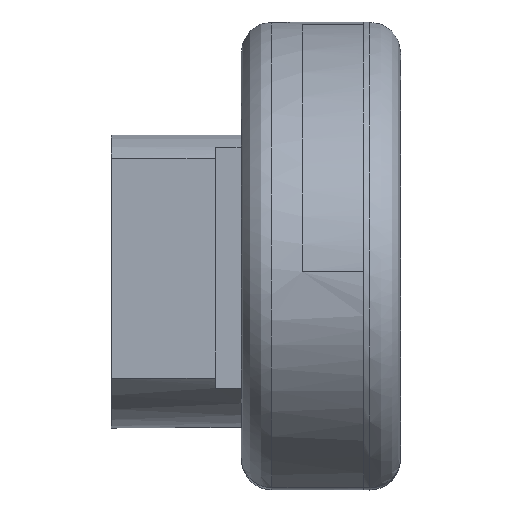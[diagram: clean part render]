
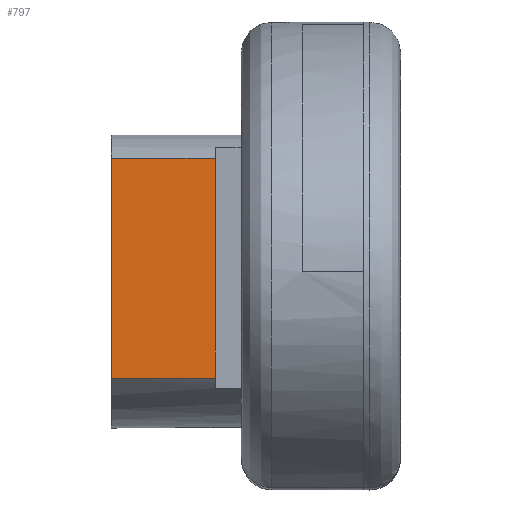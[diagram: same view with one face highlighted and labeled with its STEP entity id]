
A CAD part, left-side view. The second image highlights one B-rep face of the part: STEP entity #797.
In plain terms, the highlighted planar face has unit normal (-1, 0, 0).
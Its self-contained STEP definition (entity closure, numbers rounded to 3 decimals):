
#164=VECTOR('',#835,1.);
#189=VECTOR('',#871,1.);
#196=VECTOR('',#925,1.);
#204=VECTOR('',#941,1.);
#213=LINE('',#977,#164);
#238=LINE('',#1033,#189);
#245=LINE('',#3237,#196);
#253=LINE('',#3255,#204);
#262=VERTEX_POINT('',#976);
#263=VERTEX_POINT('',#978);
#285=VERTEX_POINT('',#1032);
#313=VERTEX_POINT('',#3238);
#351=EDGE_CURVE('',#263,#262,#213,.T.);
#381=EDGE_CURVE('',#262,#285,#238,.T.);
#425=EDGE_CURVE('',#263,#313,#245,.T.);
#434=EDGE_CURVE('',#285,#313,#253,.T.);
#606=ORIENTED_EDGE('',*,*,#351,.T.);
#607=ORIENTED_EDGE('',*,*,#381,.T.);
#608=ORIENTED_EDGE('',*,*,#434,.T.);
#609=ORIENTED_EDGE('',*,*,#425,.F.);
#707=EDGE_LOOP('',(#606,#607,#608,#609));
#753=FACE_BOUND('',#707,.T.);
#797=ADVANCED_FACE('',(#753),#825,.T.);
#825=PLANE('',#5063);
#835=DIRECTION('',(0.,0.,1.));
#871=DIRECTION('',(0.,1.,0.));
#925=DIRECTION('',(0.,1.,0.));
#940=DIRECTION('',(-1.,0.,0.));
#941=DIRECTION('',(0.,0.,-1.));
#976=CARTESIAN_POINT('',(-9.807,2.77,6.04));
#977=CARTESIAN_POINT('',(-9.807,2.77,0.664));
#978=CARTESIAN_POINT('',(-9.807,2.77,-4.732));
#1032=CARTESIAN_POINT('',(-9.807,7.85,6.04));
#1033=CARTESIAN_POINT('',(-9.807,1.5,6.04));
#3237=CARTESIAN_POINT('',(-9.807,1.5,-4.732));
#3238=CARTESIAN_POINT('',(-9.807,7.85,-4.732));
#3254=CARTESIAN_POINT('',(-9.807,1.5,0.654));
#3255=CARTESIAN_POINT('',(-9.807,7.85,-4.732));
#5063=AXIS2_PLACEMENT_3D('',#3254,#940,$);
